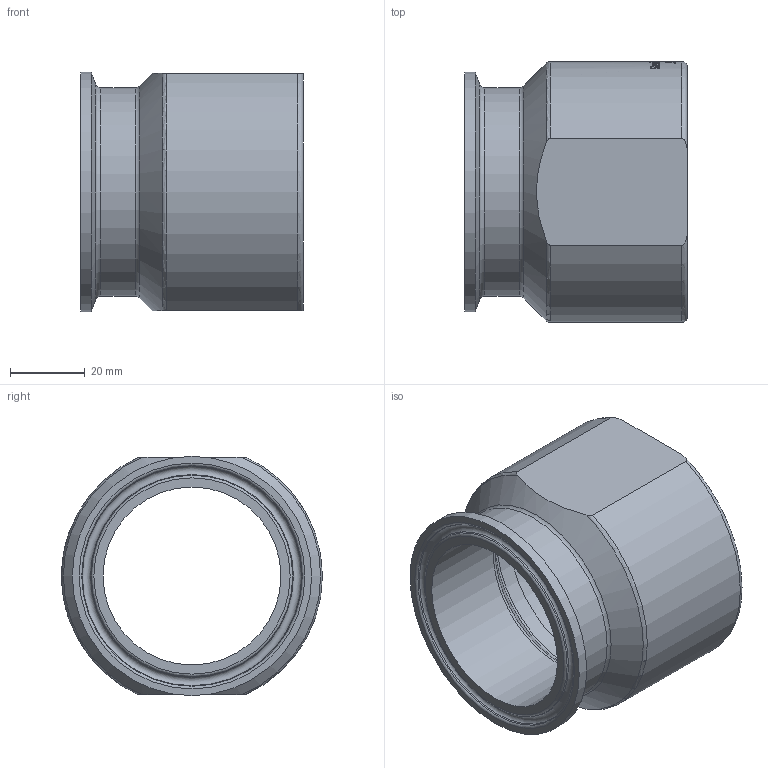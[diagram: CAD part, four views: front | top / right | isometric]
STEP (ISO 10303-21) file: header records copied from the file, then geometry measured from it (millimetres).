
FILE_DESCRIPTION(/* description */ (''),/* implementation_level */ '2;1');
FILE_NAME(/* name */ '22MP-2.ipt.stp',/* time_stamp */ '2019-08-23T16:29:43-04:00',/* author */ ('Engineering'),/* organization */ (''),/* preprocessor_version */ 'ST-DEVELOPER v15.2',/* originating_system */ 'Autodesk Inventor 2014',/* authorisation */ '');
FILE_SCHEMA (('AUTOMOTIVE_DESIGN { 1 0 10303 214 3 1 1 }'));
Length unit declared in the file: inch
Products named in the file (1): 22MP-2
Bounding box: 59.51 x 69.6 x 63.88 mm (x, y, z)
Volume: 70404.2 mm3; surface area: 25781.3 mm2
Topology: 1 solids, 1 shells, 341 faces, 912 edges, 603 vertices
Faces by surface type: bspline 160, plane 128, cylinder 35, torus 11, cone 7
Full cylindrical faces by diameter (mm): 47.498 x1, 54.884 x1, 55.677 x1, 63.881 x1
Entity records: 13483 total; most frequent: CARTESIAN_POINT 5950, ORIENTED_EDGE 1786, DIRECTION 1095, EDGE_CURVE 893, VERTEX_POINT 602, LINE 395, VECTOR 395, EDGE_LOOP 391
